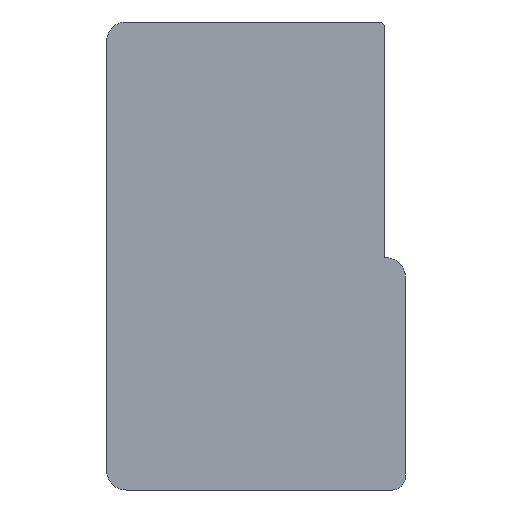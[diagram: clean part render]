
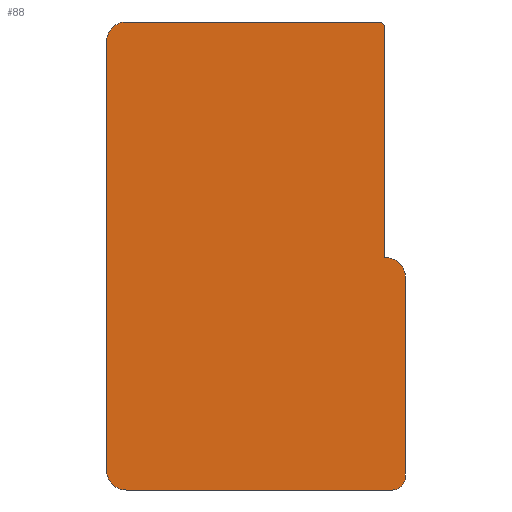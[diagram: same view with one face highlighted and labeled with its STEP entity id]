
A CAD part, left-side view. The second image highlights one B-rep face of the part: STEP entity #88.
In plain terms, the highlighted planar face has unit normal (-1, 0, 0).
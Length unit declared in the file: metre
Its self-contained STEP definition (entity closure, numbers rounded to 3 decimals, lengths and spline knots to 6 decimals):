
#88=ADVANCED_FACE('102:313',(#209),#210,.T.);
#209=FACE_OUTER_BOUND('',#376,.T.);
#210=PLANE('',#377);
#376=EDGE_LOOP('',(#766,#767,#768,#769,#770,#771,#772,#773,#774,#775,#776,#777,#778,#779,#780,#781));
#377=AXIS2_PLACEMENT_3D('',#782,#783,#784);
#766=ORIENTED_EDGE('',*,*,#1326,.F.);
#767=ORIENTED_EDGE('',*,*,#1313,.T.);
#768=ORIENTED_EDGE('',*,*,#1314,.F.);
#769=ORIENTED_EDGE('',*,*,#1233,.F.);
#770=ORIENTED_EDGE('',*,*,#1318,.T.);
#771=ORIENTED_EDGE('',*,*,#1319,.T.);
#772=ORIENTED_EDGE('',*,*,#1293,.F.);
#773=ORIENTED_EDGE('',*,*,#1241,.F.);
#774=ORIENTED_EDGE('',*,*,#1347,.T.);
#775=ORIENTED_EDGE('',*,*,#1215,.F.);
#776=ORIENTED_EDGE('',*,*,#1346,.F.);
#777=ORIENTED_EDGE('',*,*,#1348,.F.);
#778=ORIENTED_EDGE('',*,*,#1349,.F.);
#779=ORIENTED_EDGE('',*,*,#1213,.F.);
#780=ORIENTED_EDGE('',*,*,#1350,.T.);
#781=ORIENTED_EDGE('',*,*,#1227,.F.);
#782=CARTESIAN_POINT('',(-0.009437,0.008414,-0.012988));
#783=DIRECTION('',(-1.0,0.0,0.0));
#784=DIRECTION('',(0.0,-1.0,0.0));
#1213=EDGE_CURVE('102:793',#1464,#1460,#1466,.T.);
#1215=EDGE_CURVE('102:781',#1467,#1470,#1471,.T.);
#1227=EDGE_CURVE('102:712',#1491,#1494,#1495,.T.);
#1233=EDGE_CURVE('102:673',#1504,#1500,#1506,.T.);
#1241=EDGE_CURVE('102:601',#1520,#1516,#1522,.T.);
#1293=EDGE_CURVE('102:601',#1516,#1618,#1619,.T.);
#1313=EDGE_CURVE('102:670',#1646,#1650,#1652,.F.);
#1314=EDGE_CURVE('102:673',#1500,#1650,#1653,.T.);
#1318=EDGE_CURVE('102:688',#1504,#1657,#1659,.T.);
#1319=EDGE_CURVE('102:691',#1657,#1618,#1660,.T.);
#1326=EDGE_CURVE('102:712',#1646,#1491,#1671,.T.);
#1346=EDGE_CURVE('102:781',#1699,#1467,#1701,.T.);
#1347=EDGE_CURVE('102:787',#1520,#1470,#1702,.F.);
#1348=EDGE_CURVE('102:790',#1703,#1699,#1704,.F.);
#1349=EDGE_CURVE('102:793',#1460,#1703,#1705,.T.);
#1350=EDGE_CURVE('102:796',#1464,#1494,#1706,.F.);
#1460=VERTEX_POINT('',#1870);
#1464=VERTEX_POINT('',#1875);
#1466=CIRCLE('',#1878,0.0015);
#1467=VERTEX_POINT('',#1879);
#1470=VERTEX_POINT('',#1883);
#1471=CIRCLE('',#1884,0.0015);
#1491=VERTEX_POINT('',#1909);
#1494=VERTEX_POINT('',#1913);
#1495=CIRCLE('',#1914,0.001);
#1500=VERTEX_POINT('',#1920);
#1504=VERTEX_POINT('',#1925);
#1506=CIRCLE('',#1928,0.0015);
#1516=VERTEX_POINT('',#1940);
#1520=VERTEX_POINT('',#1945);
#1522=CIRCLE('',#1948,0.0005);
#1618=VERTEX_POINT('',#2084);
#1619=CIRCLE('',#2085,0.0005);
#1646=VERTEX_POINT('',#2126);
#1650=VERTEX_POINT('',#2132);
#1652=LINE('',#2135,#2136);
#1653=CIRCLE('',#2137,0.0015);
#1657=VERTEX_POINT('',#2142);
#1659=LINE('',#2145,#2146);
#1660=LINE('',#2147,#2148);
#1671=CIRCLE('',#2164,0.001);
#1699=VERTEX_POINT('',#2206);
#1701=CIRCLE('',#2209,0.0015);
#1702=LINE('',#2210,#2211);
#1703=VERTEX_POINT('',#2212);
#1704=LINE('',#2213,#2214);
#1705=CIRCLE('',#2215,0.0015);
#1706=LINE('',#2216,#2217);
#1870=CARTESIAN_POINT('',(-0.009437,0.017181,-0.018548));
#1875=CARTESIAN_POINT('',(-0.009437,0.01612,-0.018988));
#1878=AXIS2_PLACEMENT_3D('',#2465,#2466,#2467);
#1879=CARTESIAN_POINT('',(-0.009437,0.017181,0.016611));
#1883=CARTESIAN_POINT('',(-0.009437,0.01612,0.01705));
#1884=AXIS2_PLACEMENT_3D('',#2469,#2470,#2471);
#1909=CARTESIAN_POINT('',(-0.009437,-0.005087,-0.018695));
#1913=CARTESIAN_POINT('',(-0.009437,-0.00438,-0.018988));
#1914=AXIS2_PLACEMENT_3D('',#2493,#2494,#2495);
#1920=CARTESIAN_POINT('',(-0.009437,-0.004941,-0.001527));
#1925=CARTESIAN_POINT('',(-0.009437,-0.00388,-0.001088));
#1928=AXIS2_PLACEMENT_3D('',#2505,#2506,#2507);
#1940=CARTESIAN_POINT('',(-0.009437,-0.003645,0.016904));
#1945=CARTESIAN_POINT('',(-0.009437,-0.003291,0.01705));
#1948=AXIS2_PLACEMENT_3D('',#2521,#2522,#2523);
#2084=CARTESIAN_POINT('',(-0.009437,-0.003791,0.01655));
#2085=AXIS2_PLACEMENT_3D('',#2597,#2598,#2599);
#2126=CARTESIAN_POINT('',(-0.009437,-0.00538,-0.017988));
#2132=CARTESIAN_POINT('',(-0.009437,-0.00538,-0.002588));
#2135=CARTESIAN_POINT('',(-0.009437,-0.00538,-0.012988));
#2136=VECTOR('',#2623,1.0);
#2137=AXIS2_PLACEMENT_3D('',#2624,#2625,#2626);
#2142=CARTESIAN_POINT('',(-0.009437,-0.003791,-0.001088));
#2145=CARTESIAN_POINT('',(-0.009437,0.002414,-0.001088));
#2146=VECTOR('',#2632,1.0);
#2147=CARTESIAN_POINT('',(-0.009437,-0.003791,-0.002951));
#2148=VECTOR('',#2633,1.0);
#2164=AXIS2_PLACEMENT_3D('',#2642,#2643,#2644);
#2206=CARTESIAN_POINT('',(-0.009437,0.01762,0.01555));
#2209=AXIS2_PLACEMENT_3D('',#2672,#2673,#2674);
#2210=CARTESIAN_POINT('',(-0.009437,0.007414,0.01705));
#2211=VECTOR('',#2675,1.0);
#2212=CARTESIAN_POINT('',(-0.009437,0.01762,-0.017488));
#2213=CARTESIAN_POINT('',(-0.009437,0.01762,-0.012988));
#2214=VECTOR('',#2676,1.0);
#2215=AXIS2_PLACEMENT_3D('',#2677,#2678,#2679);
#2216=CARTESIAN_POINT('',(-0.009437,0.005216,-0.018988));
#2217=VECTOR('',#2680,1.0);
#2465=CARTESIAN_POINT('',(-0.009437,0.01612,-0.017488));
#2466=DIRECTION('',(1.0,-0.0,0.0));
#2467=DIRECTION('',(0.0,0.707,-0.707));
#2469=CARTESIAN_POINT('',(-0.009437,0.01612,0.01555));
#2470=DIRECTION('',(1.0,0.0,-0.0));
#2471=DIRECTION('',(0.0,0.707,0.707));
#2493=CARTESIAN_POINT('',(-0.009437,-0.00438,-0.017988));
#2494=DIRECTION('',(1.0,0.0,0.0));
#2495=DIRECTION('',(0.0,-0.707,-0.707));
#2505=CARTESIAN_POINT('',(-0.009437,-0.00388,-0.002588));
#2506=DIRECTION('',(1.0,0.0,-0.0));
#2507=DIRECTION('',(0.0,-0.707,0.707));
#2521=CARTESIAN_POINT('',(-0.009437,-0.003291,0.01655));
#2522=DIRECTION('',(1.0,0.0,-0.0));
#2523=DIRECTION('',(0.0,-0.707,0.707));
#2597=CARTESIAN_POINT('',(-0.009437,-0.003291,0.01655));
#2598=DIRECTION('',(1.0,0.0,-0.0));
#2599=DIRECTION('',(0.0,-0.707,0.707));
#2623=DIRECTION('',(-0.0,-0.0,-1.0));
#2624=CARTESIAN_POINT('',(-0.009437,-0.00388,-0.002588));
#2625=DIRECTION('',(1.0,0.0,-0.0));
#2626=DIRECTION('',(0.0,-0.707,0.707));
#2632=DIRECTION('',(0.0,1.0,0.));
#2633=DIRECTION('',(0.0,0.,1.0));
#2642=CARTESIAN_POINT('',(-0.009437,-0.00438,-0.017988));
#2643=DIRECTION('',(1.0,0.0,0.0));
#2644=DIRECTION('',(0.0,-0.707,-0.707));
#2672=CARTESIAN_POINT('',(-0.009437,0.01612,0.01555));
#2673=DIRECTION('',(1.0,0.0,-0.0));
#2674=DIRECTION('',(0.0,0.707,0.707));
#2675=DIRECTION('',(-0.0,-1.0,0.0));
#2676=DIRECTION('',(0.0,0.0,-1.0));
#2677=CARTESIAN_POINT('',(-0.009437,0.01612,-0.017488));
#2678=DIRECTION('',(1.0,-0.0,0.0));
#2679=DIRECTION('',(0.0,0.707,-0.707));
#2680=DIRECTION('',(0.0,1.0,0.0));
